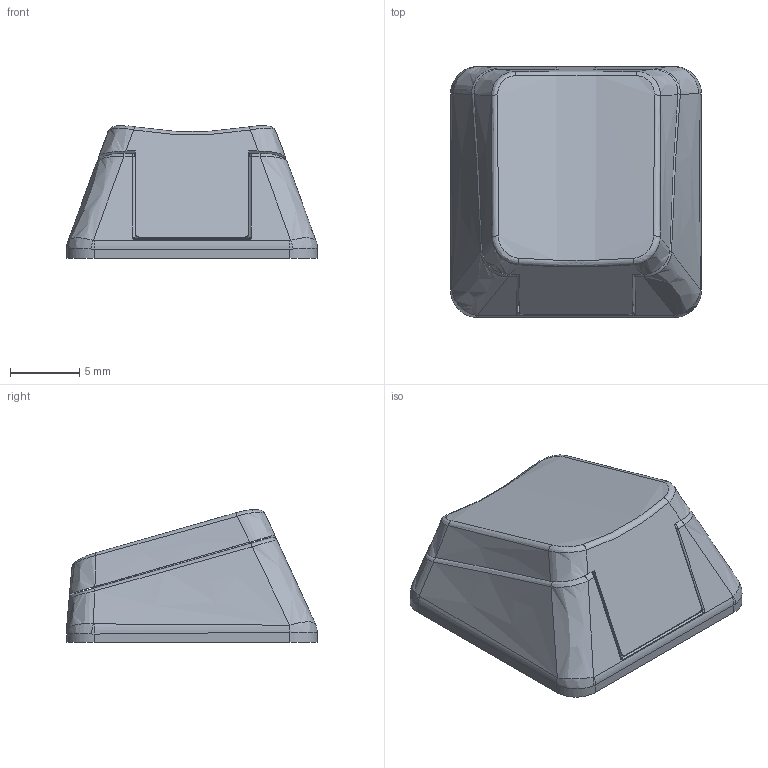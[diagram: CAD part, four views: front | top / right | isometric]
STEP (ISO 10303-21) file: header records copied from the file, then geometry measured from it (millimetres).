
FILE_DESCRIPTION(/* description */ (''),/* implementation_level */ '2;1');
FILE_NAME(/* name */ 'Row_4_1u_relegendable.step',/* time_stamp */ '2021-09-13T23:33:21-05:00',/* author */ (''),/* organization */ (''),/* preprocessor_version */ 'ST-DEVELOPER v18.1',/* originating_system */ 'Autodesk Translation Framework v10.10.0.1391',/* authorisation */ '');
FILE_SCHEMA (('AUTOMOTIVE_DESIGN { 1 0 10303 214 3 1 1 }'));
Length unit declared in the file: millimetre
Products named in the file (1): Row_4_1u_relegendable
Bounding box: 18.16 x 18.16 x 9.61 mm (x, y, z)
Volume: 931.9 mm3; surface area: 2078.8 mm2
Topology: 2 solids, 2 shells, 199 faces, 502 edges, 308 vertices
Faces by surface type: bspline 95, plane 59, cylinder 37, sphere 4, torus 4
Full cylindrical faces by diameter (mm): 5.5 x1
Entity records: 8847 total; most frequent: CARTESIAN_POINT 4680, ORIENTED_EDGE 1004, DIRECTION 604, EDGE_CURVE 502, VERTEX_POINT 308, B_SPLINE_CURVE_WITH_KNOTS 222, AXIS2_PLACEMENT_3D 219, EDGE_LOOP 206
